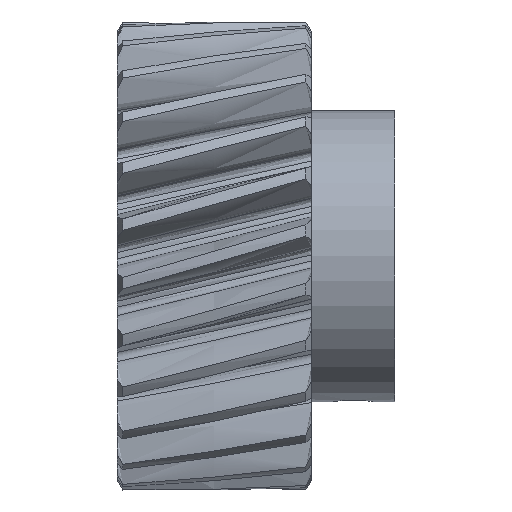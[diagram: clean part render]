
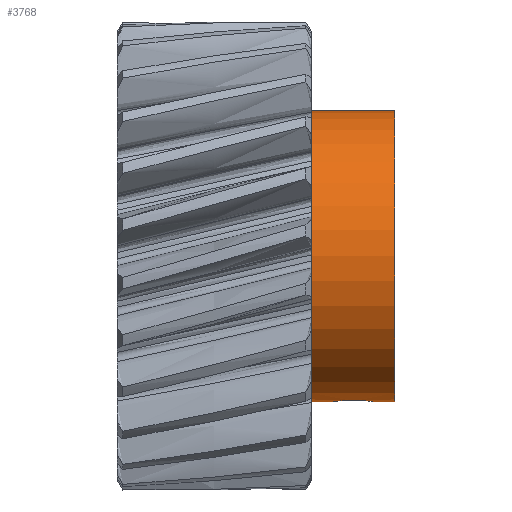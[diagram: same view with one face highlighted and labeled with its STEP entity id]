
A CAD part, top view. The second image highlights one B-rep face of the part: STEP entity #3768.
In plain terms, the highlighted cylindrical face has radius 10.5 mm (diameter 21 mm), a full revolution.
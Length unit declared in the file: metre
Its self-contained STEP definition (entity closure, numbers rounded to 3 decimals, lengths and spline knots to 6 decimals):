
#375=B_SPLINE_CURVE_WITH_KNOTS('',3,(#5040,#5041,#5042,#5043,#5044,#5045,
#5046,#5047,#5048,#5049,#5050),.UNSPECIFIED.,.T.,.F.,(1,1,1,1,1,1,1,1,1,
1,1,1,1,1,1),(-0.003521,-0.002348,-0.001174,
0.,0.001174,0.002348,0.003521,0.004695,
0.005869,0.007043,0.008216,0.00939,
0.010564,0.011738,0.012912),.UNSPECIFIED.);
#377=B_SPLINE_CURVE_WITH_KNOTS('',3,(#5105,#5106,#5107,#5108,#5109,#5110,
#5111,#5112,#5113,#5114,#5115),.UNSPECIFIED.,.T.,.F.,(1,1,1,1,1,1,1,1,1,
1,1,1,1,1,1),(-0.003521,-0.002348,-0.001174,
0.,0.001174,0.002348,0.003521,0.004695,
0.005869,0.007043,0.008216,0.00939,
0.010564,0.011738,0.012912),.UNSPECIFIED.);
#669=ORIENTED_EDGE('',*,*,#1946,.T.);
#670=ORIENTED_EDGE('',*,*,#1947,.F.);
#671=ORIENTED_EDGE('',*,*,#1930,.F.);
#672=ORIENTED_EDGE('',*,*,#1948,.F.);
#1930=EDGE_CURVE('',#2575,#2575,#375,.F.);
#1946=EDGE_CURVE('',#2587,#2587,#3013,.T.);
#1947=EDGE_CURVE('',#2588,#2588,#3014,.T.);
#1948=EDGE_CURVE('',#2589,#2589,#377,.F.);
#2575=VERTEX_POINT('',#5051);
#2587=VERTEX_POINT('',#5102);
#2588=VERTEX_POINT('',#5104);
#2589=VERTEX_POINT('',#5116);
#3013=CIRCLE('',#4009,0.0105);
#3014=CIRCLE('',#4010,0.0105);
#3236=EDGE_LOOP('',(#669));
#3237=EDGE_LOOP('',(#670));
#3238=EDGE_LOOP('',(#671));
#3239=EDGE_LOOP('',(#672));
#3478=FACE_BOUND('',#3236,.T.);
#3479=FACE_BOUND('',#3237,.T.);
#3480=FACE_BOUND('',#3238,.T.);
#3481=FACE_BOUND('',#3239,.T.);
#3705=CYLINDRICAL_SURFACE('',#4008,0.0105);
#3768=ADVANCED_FACE('',(#3478,#3479,#3480,#3481),#3705,.T.);
#4008=AXIS2_PLACEMENT_3D('',#5100,#4369,#4370);
#4009=AXIS2_PLACEMENT_3D('',#5101,#4371,#4372);
#4010=AXIS2_PLACEMENT_3D('',#5103,#4373,#4374);
#4369=DIRECTION('',(-1.,0.,0.));
#4370=DIRECTION('',(0.,-1.,0.));
#4371=DIRECTION('',(1.,0.,0.));
#4372=DIRECTION('',(0.,1.,0.));
#4373=DIRECTION('',(1.,0.,0.));
#4374=DIRECTION('',(0.,1.,0.));
#5040=CARTESIAN_POINT('',(-0.172323,0.019553,-0.037174));
#5041=CARTESIAN_POINT('',(-0.1735,0.019635,-0.037663));
#5042=CARTESIAN_POINT('',(-0.174676,0.019554,-0.037175));
#5043=CARTESIAN_POINT('',(-0.175162,0.019473,-0.036001));
#5044=CARTESIAN_POINT('',(-0.174676,0.019554,-0.034825));
#5045=CARTESIAN_POINT('',(-0.1735,0.019635,-0.034338));
#5046=CARTESIAN_POINT('',(-0.172326,0.019554,-0.034823));
#5047=CARTESIAN_POINT('',(-0.171838,0.019473,-0.035999));
#5048=CARTESIAN_POINT('',(-0.172323,0.019553,-0.037174));
#5049=CARTESIAN_POINT('',(-0.1735,0.019635,-0.037663));
#5050=CARTESIAN_POINT('',(-0.174676,0.019554,-0.037175));
#5051=CARTESIAN_POINT('',(-0.1735,0.019608,-0.0375));
#5100=CARTESIAN_POINT('',(-0.1705,0.03,-0.036));
#5101=CARTESIAN_POINT('',(-0.1765,0.03,-0.036));
#5102=CARTESIAN_POINT('',(-0.1765,0.0405,-0.036));
#5103=CARTESIAN_POINT('',(-0.1705,0.03,-0.036));
#5104=CARTESIAN_POINT('',(-0.1705,0.0405,-0.036));
#5105=CARTESIAN_POINT('',(-0.172323,0.038217,-0.042556));
#5106=CARTESIAN_POINT('',(-0.1735,0.038505,-0.042154));
#5107=CARTESIAN_POINT('',(-0.174676,0.038217,-0.042556));
#5108=CARTESIAN_POINT('',(-0.175162,0.037445,-0.043443));
#5109=CARTESIAN_POINT('',(-0.174676,0.036556,-0.044218));
#5110=CARTESIAN_POINT('',(-0.1735,0.036154,-0.044505));
#5111=CARTESIAN_POINT('',(-0.172326,0.036555,-0.044219));
#5112=CARTESIAN_POINT('',(-0.171838,0.037443,-0.043445));
#5113=CARTESIAN_POINT('',(-0.172323,0.038217,-0.042556));
#5114=CARTESIAN_POINT('',(-0.1735,0.038505,-0.042154));
#5115=CARTESIAN_POINT('',(-0.174676,0.038217,-0.042556));
#5116=CARTESIAN_POINT('',(-0.1735,0.038409,-0.042288));
